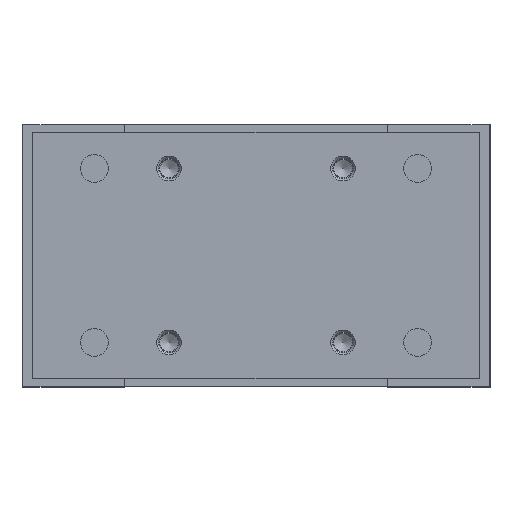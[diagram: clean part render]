
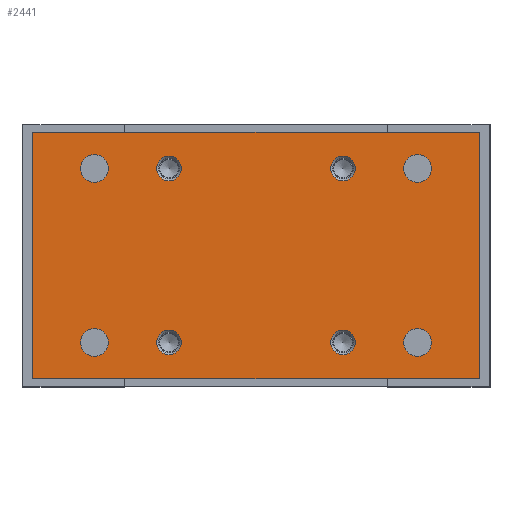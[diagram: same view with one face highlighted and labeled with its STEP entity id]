
A CAD part, top view. The second image highlights one B-rep face of the part: STEP entity #2441.
In plain terms, the highlighted planar face has unit normal (0, 0, 1).
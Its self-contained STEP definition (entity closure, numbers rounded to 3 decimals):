
#271=LINE('',#4045,#407);
#275=LINE('',#4054,#411);
#278=LINE('',#4060,#414);
#281=LINE('',#4066,#417);
#407=VECTOR('',#3296,1000.);
#411=VECTOR('',#3302,1000.);
#414=VECTOR('',#3307,1000.);
#417=VECTOR('',#3312,1000.);
#814=ORIENTED_EDGE('',*,*,#1203,.T.);
#815=ORIENTED_EDGE('',*,*,#1204,.T.);
#816=ORIENTED_EDGE('',*,*,#1205,.T.);
#817=ORIENTED_EDGE('',*,*,#1206,.T.);
#818=ORIENTED_EDGE('',*,*,#1207,.T.);
#819=ORIENTED_EDGE('',*,*,#1208,.T.);
#820=ORIENTED_EDGE('',*,*,#1209,.T.);
#821=ORIENTED_EDGE('',*,*,#1210,.T.);
#822=ORIENTED_EDGE('',*,*,#1180,.T.);
#823=ORIENTED_EDGE('',*,*,#1184,.T.);
#824=ORIENTED_EDGE('',*,*,#1187,.T.);
#825=ORIENTED_EDGE('',*,*,#1190,.T.);
#1180=EDGE_CURVE('',#1441,#1442,#271,.T.);
#1184=EDGE_CURVE('',#1442,#1445,#275,.T.);
#1187=EDGE_CURVE('',#1445,#1447,#278,.T.);
#1190=EDGE_CURVE('',#1447,#1441,#281,.T.);
#1203=EDGE_CURVE('',#1460,#1460,#1606,.T.);
#1204=EDGE_CURVE('',#1461,#1461,#1607,.T.);
#1205=EDGE_CURVE('',#1462,#1462,#1608,.T.);
#1206=EDGE_CURVE('',#1463,#1463,#1609,.T.);
#1207=EDGE_CURVE('',#1464,#1464,#1610,.T.);
#1208=EDGE_CURVE('',#1465,#1465,#1611,.T.);
#1209=EDGE_CURVE('',#1466,#1466,#1612,.T.);
#1210=EDGE_CURVE('',#1467,#1467,#1613,.T.);
#1441=VERTEX_POINT('',#4046);
#1442=VERTEX_POINT('',#4047);
#1445=VERTEX_POINT('',#4055);
#1447=VERTEX_POINT('',#4061);
#1460=VERTEX_POINT('',#4093);
#1461=VERTEX_POINT('',#4095);
#1462=VERTEX_POINT('',#4097);
#1463=VERTEX_POINT('',#4099);
#1464=VERTEX_POINT('',#4101);
#1465=VERTEX_POINT('',#4103);
#1466=VERTEX_POINT('',#4105);
#1467=VERTEX_POINT('',#4107);
#1606=CIRCLE('',#2732,4.5);
#1607=CIRCLE('',#2733,4.5);
#1608=CIRCLE('',#2734,4.5);
#1609=CIRCLE('',#2735,4.5);
#1610=CIRCLE('',#2736,4.);
#1611=CIRCLE('',#2737,4.);
#1612=CIRCLE('',#2738,4.);
#1613=CIRCLE('',#2739,4.);
#1842=EDGE_LOOP('',(#814));
#1843=EDGE_LOOP('',(#815));
#1844=EDGE_LOOP('',(#816));
#1845=EDGE_LOOP('',(#817));
#1846=EDGE_LOOP('',(#818));
#1847=EDGE_LOOP('',(#819));
#1848=EDGE_LOOP('',(#820));
#1849=EDGE_LOOP('',(#821));
#1850=EDGE_LOOP('',(#822,#823,#824,#825));
#2154=FACE_BOUND('',#1842,.T.);
#2155=FACE_BOUND('',#1843,.T.);
#2156=FACE_BOUND('',#1844,.T.);
#2157=FACE_BOUND('',#1845,.T.);
#2158=FACE_BOUND('',#1846,.T.);
#2159=FACE_BOUND('',#1847,.T.);
#2160=FACE_BOUND('',#1848,.T.);
#2161=FACE_BOUND('',#1849,.T.);
#2162=FACE_BOUND('',#1850,.T.);
#2314=PLANE('',#2731);
#2441=ADVANCED_FACE('',(#2154,#2155,#2156,#2157,#2158,#2159,#2160,#2161,
#2162),#2314,.T.);
#2731=AXIS2_PLACEMENT_3D('',#4091,#3338,#3339);
#2732=AXIS2_PLACEMENT_3D('',#4092,#3340,#3341);
#2733=AXIS2_PLACEMENT_3D('',#4094,#3342,#3343);
#2734=AXIS2_PLACEMENT_3D('',#4096,#3344,#3345);
#2735=AXIS2_PLACEMENT_3D('',#4098,#3346,#3347);
#2736=AXIS2_PLACEMENT_3D('',#4100,#3348,#3349);
#2737=AXIS2_PLACEMENT_3D('',#4102,#3350,#3351);
#2738=AXIS2_PLACEMENT_3D('',#4104,#3352,#3353);
#2739=AXIS2_PLACEMENT_3D('',#4106,#3354,#3355);
#3296=DIRECTION('',(-1.,0.,0.));
#3302=DIRECTION('',(0.,-1.,0.));
#3307=DIRECTION('',(1.,0.,0.));
#3312=DIRECTION('',(0.,1.,0.));
#3338=DIRECTION('',(0.,0.,1.));
#3339=DIRECTION('',(1.,0.,0.));
#3340=DIRECTION('',(0.,0.,-1.));
#3341=DIRECTION('',(-1.,0.,0.));
#3342=DIRECTION('',(0.,0.,-1.));
#3343=DIRECTION('',(-1.,0.,0.));
#3344=DIRECTION('',(0.,0.,-1.));
#3345=DIRECTION('',(-1.,0.,0.));
#3346=DIRECTION('',(0.,0.,-1.));
#3347=DIRECTION('',(-1.,0.,0.));
#3348=DIRECTION('',(0.,0.,-1.));
#3349=DIRECTION('',(-1.,0.,0.));
#3350=DIRECTION('',(0.,0.,-1.));
#3351=DIRECTION('',(-1.,0.,0.));
#3352=DIRECTION('',(0.,0.,-1.));
#3353=DIRECTION('',(-1.,0.,0.));
#3354=DIRECTION('',(0.,0.,-1.));
#3355=DIRECTION('',(-1.,0.,0.));
#4045=CARTESIAN_POINT('',(72.5,40.,89.));
#4046=CARTESIAN_POINT('',(72.5,40.,89.));
#4047=CARTESIAN_POINT('',(-72.5,40.,89.));
#4054=CARTESIAN_POINT('',(-72.5,40.,89.));
#4055=CARTESIAN_POINT('',(-72.5,-40.,89.));
#4060=CARTESIAN_POINT('',(-72.5,-40.,89.));
#4061=CARTESIAN_POINT('',(72.5,-40.,89.));
#4066=CARTESIAN_POINT('',(72.5,-40.,89.));
#4091=CARTESIAN_POINT('',(0.,0.,89.));
#4092=CARTESIAN_POINT('',(-52.5,28.25,89.));
#4093=CARTESIAN_POINT('',(-57.,28.25,89.));
#4094=CARTESIAN_POINT('',(-52.5,-28.25,89.));
#4095=CARTESIAN_POINT('',(-57.,-28.25,89.));
#4096=CARTESIAN_POINT('',(52.5,-28.25,89.));
#4097=CARTESIAN_POINT('',(48.,-28.25,89.));
#4098=CARTESIAN_POINT('',(52.5,28.25,89.));
#4099=CARTESIAN_POINT('',(48.,28.25,89.));
#4100=CARTESIAN_POINT('',(-28.25,28.25,89.));
#4101=CARTESIAN_POINT('',(-32.25,28.25,89.));
#4102=CARTESIAN_POINT('',(-28.25,-28.25,89.));
#4103=CARTESIAN_POINT('',(-32.25,-28.25,89.));
#4104=CARTESIAN_POINT('',(28.25,-28.25,89.));
#4105=CARTESIAN_POINT('',(24.25,-28.25,89.));
#4106=CARTESIAN_POINT('',(28.25,28.25,89.));
#4107=CARTESIAN_POINT('',(24.25,28.25,89.));
